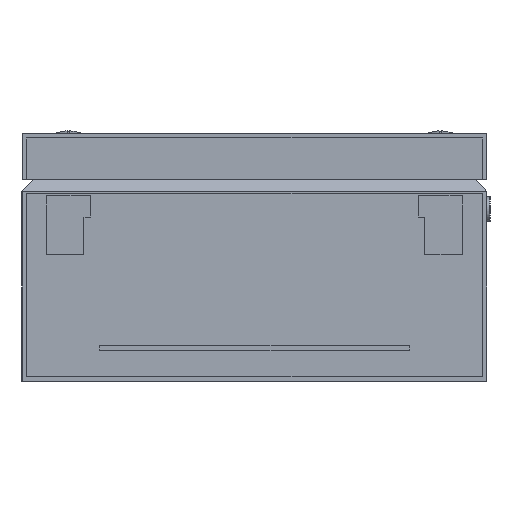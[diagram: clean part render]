
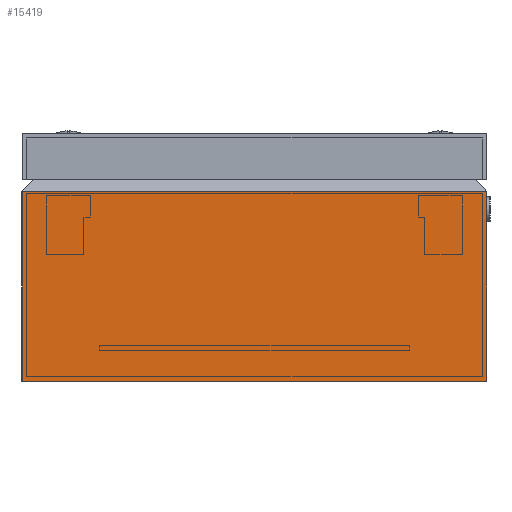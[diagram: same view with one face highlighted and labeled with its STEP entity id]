
A CAD part, left-side view. The second image highlights one B-rep face of the part: STEP entity #15419.
In plain terms, the highlighted planar face has unit normal (-1, 0, 0).
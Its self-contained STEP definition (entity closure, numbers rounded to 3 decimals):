
#483 = CARTESIAN_POINT ( 'NONE',  ( 0., 0., 61.167 ) ) ;
#798 = VERTEX_POINT ( 'NONE', #10668 ) ;
#1526 = LINE ( 'NONE', #14948, #17148 ) ;
#2748 = CARTESIAN_POINT ( 'NONE',  ( 0., 0., 0. ) ) ;
#4739 = DIRECTION ( 'NONE',  ( 0., 0., 1. ) ) ;
#4748 = AXIS2_PLACEMENT_3D ( 'NONE', #12654, #5685, #12547 ) ;
#4905 = VERTEX_POINT ( 'NONE', #8176 ) ;
#5467 = EDGE_LOOP ( 'NONE', ( #22089, #6501, #7628, #7726 ) ) ;
#5685 = DIRECTION ( 'NONE',  ( -1., 0., 0. ) ) ;
#6501 = ORIENTED_EDGE ( 'NONE', *, *, #9397, .F. ) ;
#7214 = EDGE_CURVE ( 'NONE', #20277, #19786, #1526, .T. ) ;
#7243 = VECTOR ( 'NONE', #10706, 1000. ) ;
#7508 = FACE_OUTER_BOUND ( 'NONE', #5467, .T. ) ;
#7628 = ORIENTED_EDGE ( 'NONE', *, *, #11660, .F. ) ;
#7726 = ORIENTED_EDGE ( 'NONE', *, *, #7214, .T. ) ;
#8176 = CARTESIAN_POINT ( 'NONE',  ( 0., 150., 61.167 ) ) ;
#8395 = CARTESIAN_POINT ( 'NONE',  ( 0., 150., 0. ) ) ;
#9150 = LINE ( 'NONE', #17917, #7243 ) ;
#9397 = EDGE_CURVE ( 'NONE', #798, #4905, #10200, .T. ) ;
#10200 = LINE ( 'NONE', #8395, #10977 ) ;
#10668 = CARTESIAN_POINT ( 'NONE',  ( 0., 150., 0. ) ) ;
#10706 = DIRECTION ( 'NONE',  ( 0., 1., 0. ) ) ;
#10977 = VECTOR ( 'NONE', #15236, 1000. ) ;
#11660 = EDGE_CURVE ( 'NONE', #20277, #798, #16375, .T. ) ;
#12547 = DIRECTION ( 'NONE',  ( 0., 0., 1. ) ) ;
#12654 = CARTESIAN_POINT ( 'NONE',  ( 0., 0., 0. ) ) ;
#12776 = CARTESIAN_POINT ( 'NONE',  ( 0., 0., 0. ) ) ;
#14445 = EDGE_CURVE ( 'NONE', #19786, #4905, #9150, .T. ) ;
#14948 = CARTESIAN_POINT ( 'NONE',  ( 0., 0., 0. ) ) ;
#15236 = DIRECTION ( 'NONE',  ( 0., 0., 1. ) ) ;
#15419 = ADVANCED_FACE ( 'NONE', ( #7508 ), #19321, .T. ) ;
#16162 = DIRECTION ( 'NONE',  ( 0., 1., 0. ) ) ;
#16375 = LINE ( 'NONE', #12776, #18959 ) ;
#17148 = VECTOR ( 'NONE', #4739, 1000. ) ;
#17917 = CARTESIAN_POINT ( 'NONE',  ( 0., 0., 61.167 ) ) ;
#18959 = VECTOR ( 'NONE', #16162, 1000. ) ;
#19321 = PLANE ( 'NONE',  #4748 ) ;
#19786 = VERTEX_POINT ( 'NONE', #483 ) ;
#20277 = VERTEX_POINT ( 'NONE', #2748 ) ;
#22089 = ORIENTED_EDGE ( 'NONE', *, *, #14445, .T. ) ;
